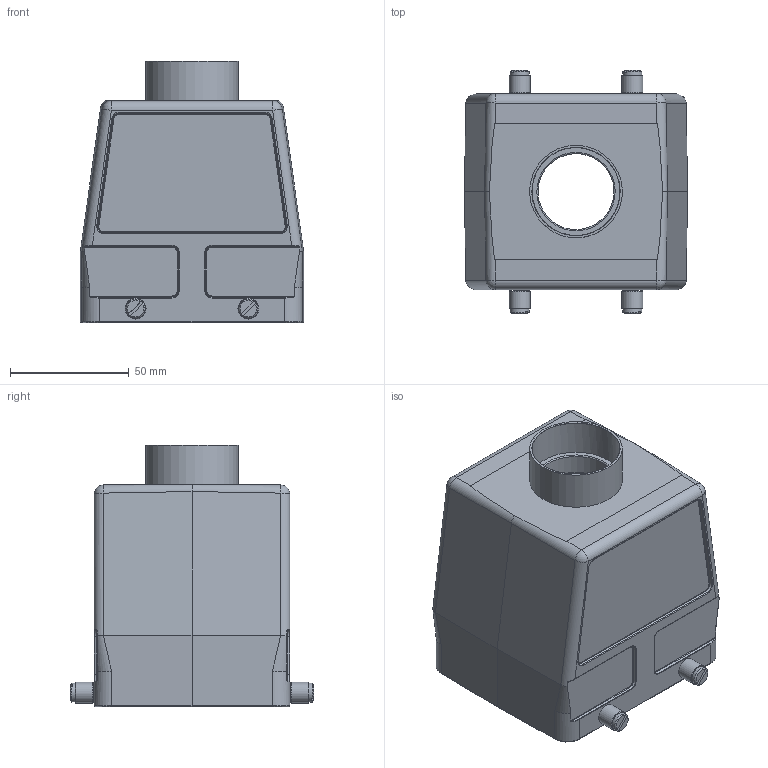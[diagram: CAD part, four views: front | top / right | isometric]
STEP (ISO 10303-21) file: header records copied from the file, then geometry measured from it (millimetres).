
FILE_DESCRIPTION(/* description */ (''),/* implementation_level */ '2;1');
FILE_NAME(/* name */ '100569490ugm000_c.stp',/* time_stamp */ '2018-08-20T09:58:00+02:00',/* author */ (''),/* organization */ (''),/* preprocessor_version */ 'ST-DEVELOPER v16.7',/* originating_system */ 'SIEMENS PLM Software NX 12.0',/* authorisation */ '');
FILE_SCHEMA (('AUTOMOTIVE_DESIGN { 1 0 10303 214 3 1 1 1 }'));
Length unit declared in the file: millimetre
Products named in the file (1): 100569490ugm000_c
Bounding box: 94 x 102.5 x 110 mm (x, y, z)
Volume: 171046.6 mm3; surface area: 76225.2 mm2
Topology: 1 solids, 1 shells, 594 faces, 1510 edges, 947 vertices
Faces by surface type: plane 222, cylinder 191, bspline 90, cone 49, torus 38, sphere 4
Full cylindrical faces by diameter (mm): 3 x8, 5 x4, 8 x4, 8.8 x4, 32 x1, 37 x1, 39 x1
Entity records: 22183 total; most frequent: CARTESIAN_POINT 7327, DIRECTION 2782, ORIENTED_EDGE 2748, EDGE_CURVE 1374, AXIS2_PLACEMENT_3D 1059, VERTEX_POINT 869, EDGE_LOOP 682, LINE 664
